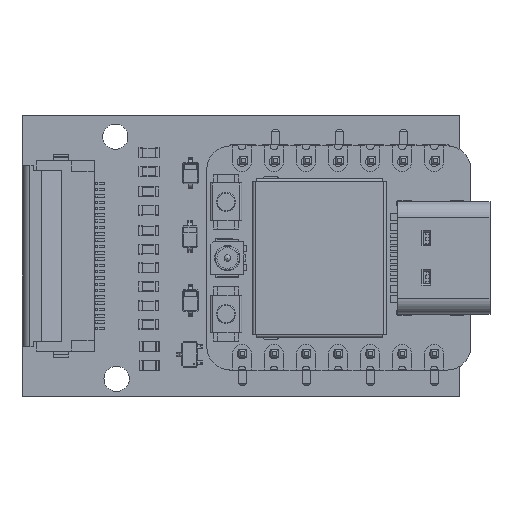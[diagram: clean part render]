
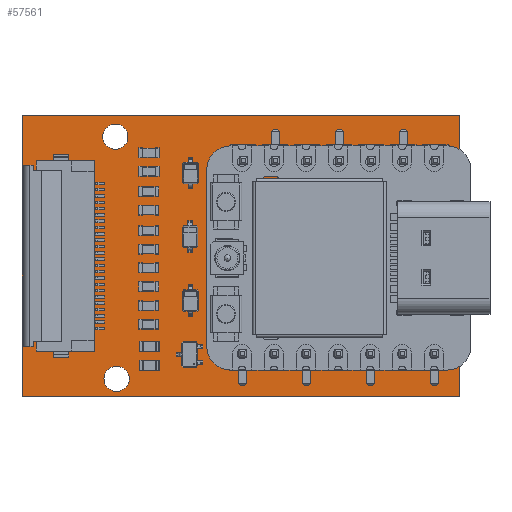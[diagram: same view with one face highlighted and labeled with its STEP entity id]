
A CAD part, top view. The second image highlights one B-rep face of the part: STEP entity #57561.
In plain terms, the highlighted planar face has unit normal (0, 0, 1).
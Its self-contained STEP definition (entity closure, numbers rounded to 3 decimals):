
#57324 = VERTEX_POINT('',#57325);
#57325 = CARTESIAN_POINT('',(163.2,-116.116,1.51));
#57331 = EDGE_CURVE('',#57324,#57332,#57334,.T.);
#57332 = VERTEX_POINT('',#57333);
#57333 = CARTESIAN_POINT('',(128.499,-116.116,1.51));
#57334 = LINE('',#57335,#57336);
#57335 = CARTESIAN_POINT('',(163.2,-116.116,1.51));
#57336 = VECTOR('',#57337,1.);
#57337 = DIRECTION('',(-1.,0.,0.));
#57362 = EDGE_CURVE('',#57332,#57363,#57365,.T.);
#57363 = VERTEX_POINT('',#57364);
#57364 = CARTESIAN_POINT('',(128.499,-93.891,1.51));
#57365 = LINE('',#57366,#57367);
#57366 = CARTESIAN_POINT('',(128.499,-116.116,1.51));
#57367 = VECTOR('',#57368,1.);
#57368 = DIRECTION('',(0.,1.,0.));
#57393 = EDGE_CURVE('',#57363,#57394,#57396,.T.);
#57394 = VERTEX_POINT('',#57395);
#57395 = CARTESIAN_POINT('',(163.2,-93.891,1.51));
#57396 = LINE('',#57397,#57398);
#57397 = CARTESIAN_POINT('',(128.499,-93.891,1.51));
#57398 = VECTOR('',#57399,1.);
#57399 = DIRECTION('',(1.,0.,0.));
#57424 = EDGE_CURVE('',#57394,#57324,#57425,.T.);
#57425 = LINE('',#57426,#57427);
#57426 = CARTESIAN_POINT('',(163.2,-93.891,1.51));
#57427 = VECTOR('',#57428,1.);
#57428 = DIRECTION('',(0.,-1.,0.));
#57448 = VERTEX_POINT('',#57449);
#57449 = CARTESIAN_POINT('',(137.001,-114.75,1.51));
#57455 = EDGE_CURVE('',#57448,#57448,#57456,.T.);
#57456 = CIRCLE('',#57457,1.001);
#57457 = AXIS2_PLACEMENT_3D('',#57458,#57459,#57460);
#57458 = CARTESIAN_POINT('',(136.,-114.75,1.51));
#57459 = DIRECTION('',(0.,0.,1.));
#57460 = DIRECTION('',(1.,0.,-0.));
#57481 = VERTEX_POINT('',#57482);
#57482 = CARTESIAN_POINT('',(160.401,-106.324,1.51));
#57488 = EDGE_CURVE('',#57481,#57481,#57489,.T.);
#57489 = CIRCLE('',#57490,1.001);
#57490 = AXIS2_PLACEMENT_3D('',#57491,#57492,#57493);
#57491 = CARTESIAN_POINT('',(159.4,-106.324,1.51));
#57492 = DIRECTION('',(0.,0.,1.));
#57493 = DIRECTION('',(1.,0.,-0.));
#57514 = VERTEX_POINT('',#57515);
#57515 = CARTESIAN_POINT('',(136.901,-95.55,1.51));
#57521 = EDGE_CURVE('',#57514,#57514,#57522,.T.);
#57522 = CIRCLE('',#57523,1.001);
#57523 = AXIS2_PLACEMENT_3D('',#57524,#57525,#57526);
#57524 = CARTESIAN_POINT('',(135.9,-95.55,1.51));
#57525 = DIRECTION('',(0.,0.,1.));
#57526 = DIRECTION('',(1.,0.,-0.));
#57561 = ADVANCED_FACE('',(#57562,#57568,#57571,#57574),#57577,.T.);
#57562 = FACE_BOUND('',#57563,.F.);
#57563 = EDGE_LOOP('',(#57564,#57565,#57566,#57567));
#57564 = ORIENTED_EDGE('',*,*,#57331,.T.);
#57565 = ORIENTED_EDGE('',*,*,#57362,.T.);
#57566 = ORIENTED_EDGE('',*,*,#57393,.T.);
#57567 = ORIENTED_EDGE('',*,*,#57424,.T.);
#57568 = FACE_BOUND('',#57569,.F.);
#57569 = EDGE_LOOP('',(#57570));
#57570 = ORIENTED_EDGE('',*,*,#57455,.T.);
#57571 = FACE_BOUND('',#57572,.F.);
#57572 = EDGE_LOOP('',(#57573));
#57573 = ORIENTED_EDGE('',*,*,#57488,.T.);
#57574 = FACE_BOUND('',#57575,.F.);
#57575 = EDGE_LOOP('',(#57576));
#57576 = ORIENTED_EDGE('',*,*,#57521,.T.);
#57577 = PLANE('',#57578);
#57578 = AXIS2_PLACEMENT_3D('',#57579,#57580,#57581);
#57579 = CARTESIAN_POINT('',(0.,0.,1.51));
#57580 = DIRECTION('',(0.,0.,1.));
#57581 = DIRECTION('',(1.,0.,-0.));
